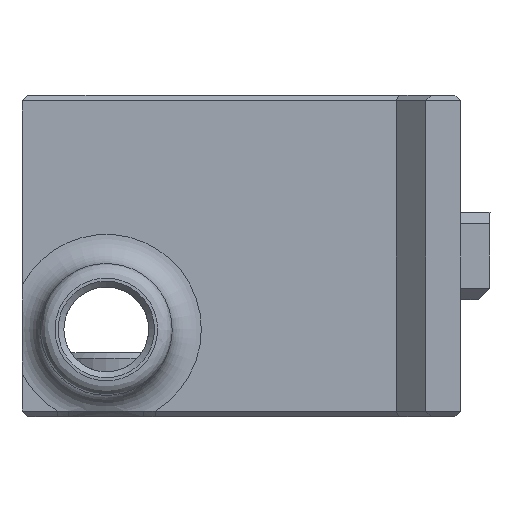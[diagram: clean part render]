
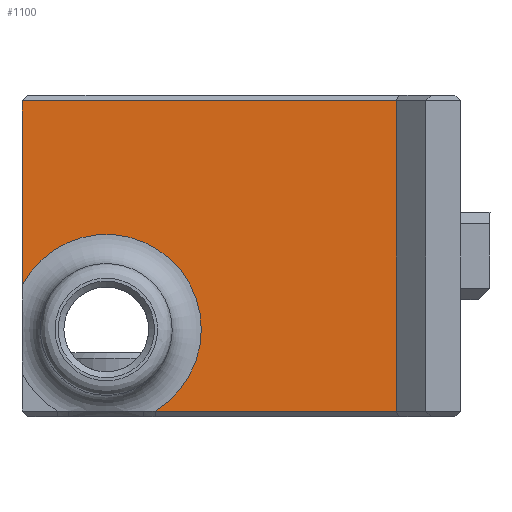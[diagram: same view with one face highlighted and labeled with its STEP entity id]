
A CAD part, front view. The second image highlights one B-rep face of the part: STEP entity #1100.
In plain terms, the highlighted planar face has unit normal (0, -1, 0).
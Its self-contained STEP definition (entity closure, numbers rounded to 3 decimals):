
#83=PLANE('',#1190);
#140=FACE_OUTER_BOUND('',#208,.T.);
#208=EDGE_LOOP('',(#915,#916,#917,#918,#919,#920));
#253=LINE('',#1787,#365);
#288=LINE('',#1993,#400);
#296=LINE('',#2035,#408);
#315=LINE('',#2081,#427);
#365=VECTOR('',#1269,10.);
#400=VECTOR('',#1330,10.);
#408=VECTOR('',#1356,10.);
#427=VECTOR('',#1395,10.);
#476=CIRCLE('',#1176,3.25);
#477=CIRCLE('',#1177,3.25);
#511=VERTEX_POINT('',#1785);
#512=VERTEX_POINT('',#1786);
#538=VERTEX_POINT('',#1981);
#539=VERTEX_POINT('',#1992);
#541=VERTEX_POINT('',#2015);
#548=VERTEX_POINT('',#2034);
#611=EDGE_CURVE('',#511,#512,#253,.T.);
#656=EDGE_CURVE('',#539,#538,#288,.T.);
#661=EDGE_CURVE('',#541,#538,#476,.T.);
#662=EDGE_CURVE('',#512,#541,#477,.T.);
#669=EDGE_CURVE('',#539,#548,#296,.T.);
#691=EDGE_CURVE('',#548,#511,#315,.T.);
#915=ORIENTED_EDGE('',*,*,#611,.F.);
#916=ORIENTED_EDGE('',*,*,#691,.F.);
#917=ORIENTED_EDGE('',*,*,#669,.F.);
#918=ORIENTED_EDGE('',*,*,#656,.T.);
#919=ORIENTED_EDGE('',*,*,#661,.F.);
#920=ORIENTED_EDGE('',*,*,#662,.F.);
#1100=ADVANCED_FACE('',(#140),#83,.T.);
#1176=AXIS2_PLACEMENT_3D('',#2017,#1340,#1341);
#1177=AXIS2_PLACEMENT_3D('',#2018,#1342,#1343);
#1190=AXIS2_PLACEMENT_3D('',#2080,#1393,#1394);
#1269=DIRECTION('',(-1.,0.,0.));
#1330=DIRECTION('',(0.,0.,-1.));
#1340=DIRECTION('center_axis',(0.,-1.,0.));
#1341=DIRECTION('ref_axis',(-1.,0.,0.));
#1342=DIRECTION('center_axis',(0.,-1.,0.));
#1343=DIRECTION('ref_axis',(-1.,0.,0.));
#1356=DIRECTION('',(1.,0.,0.));
#1393=DIRECTION('center_axis',(0.,-1.,0.));
#1394=DIRECTION('ref_axis',(1.,0.,0.));
#1395=DIRECTION('',(0.,0.,-1.));
#1785=CARTESIAN_POINT('',(9.,-11.6,0.2));
#1786=CARTESIAN_POINT('',(0.75,-11.6,0.2));
#1787=CARTESIAN_POINT('',(7.7,-11.6,0.2));
#1981=CARTESIAN_POINT('',(-3.8,-11.6,4.493));
#1992=CARTESIAN_POINT('',(-3.8,-11.6,10.8));
#1993=CARTESIAN_POINT('',(-3.8,-11.6,11.));
#2015=CARTESIAN_POINT('',(2.331,-11.6,2.988));
#2017=CARTESIAN_POINT('Origin',(-0.919,-11.6,2.988));
#2018=CARTESIAN_POINT('Origin',(-0.919,-11.6,2.988));
#2034=CARTESIAN_POINT('',(9.,-11.6,10.8));
#2035=CARTESIAN_POINT('',(0.2,-11.6,10.8));
#2080=CARTESIAN_POINT('Origin',(4.2,-11.6,5.5));
#2081=CARTESIAN_POINT('',(9.,-11.6,8.25));
